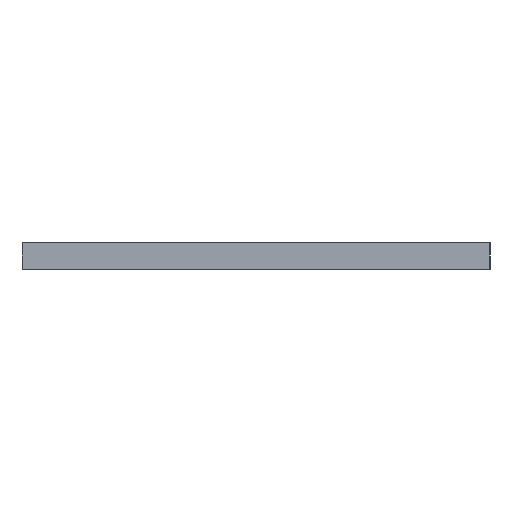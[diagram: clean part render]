
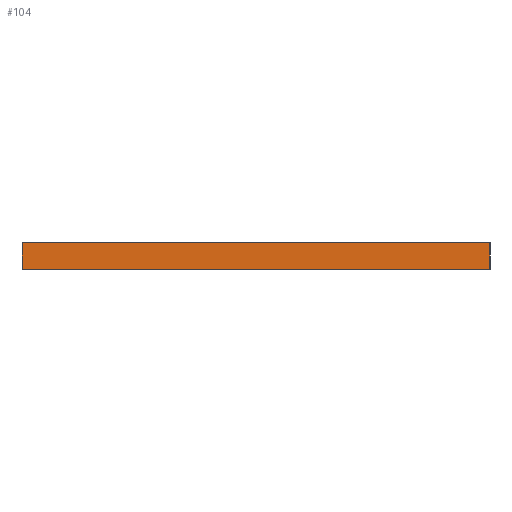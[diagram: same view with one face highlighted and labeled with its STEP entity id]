
A CAD part, left-side view. The second image highlights one B-rep face of the part: STEP entity #104.
In plain terms, the highlighted free-form (B-spline) face has degree [1, 1] with [2, 2] control points.
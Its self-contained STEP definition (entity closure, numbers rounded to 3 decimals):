
#104 = ADVANCED_FACE ( 'NONE', ( #3425 ), #4101, .F. ) ;
#354 = EDGE_CURVE ( 'NONE', #840, #3882, #2733, .T. ) ;
#388 = CARTESIAN_POINT ( 'NONE',  ( 2993.445, 1973.168, -25. ) ) ;
#481 = CARTESIAN_POINT ( 'NONE',  ( 2993.445, 2413.168, 0. ) ) ;
#611 = EDGE_CURVE ( 'NONE', #3852, #840, #3924, .T. ) ;
#722 = CARTESIAN_POINT ( 'NONE',  ( 2993.445, 2413.168, 0. ) ) ;
#840 = VERTEX_POINT ( 'NONE', #3929 ) ;
#952 = EDGE_CURVE ( 'NONE', #3882, #3484, #4953, .T. ) ;
#959 = CARTESIAN_POINT ( 'NONE',  ( 2993.445, 1973.168, 0. ) ) ;
#1062 = ORIENTED_EDGE ( 'NONE', *, *, #952, .F. ) ;
#1775 = CARTESIAN_POINT ( 'NONE',  ( 2993.445, 1973.168, 0. ) ) ;
#1906 = CARTESIAN_POINT ( 'NONE',  ( 2993.445, 2413.168, -25. ) ) ;
#2489 = CARTESIAN_POINT ( 'NONE',  ( 2993.445, 1973.168, -25. ) ) ;
#2636 = EDGE_LOOP ( 'NONE', ( #2949, #3017, #3594, #1062 ) ) ;
#2657 = CARTESIAN_POINT ( 'NONE',  ( 2993.445, 1964.368, -25.5 ) ) ;
#2733 = B_SPLINE_CURVE_WITH_KNOTS ( 'NONE', 1,
 ( #481, #959 ),
 .UNSPECIFIED., .F., .F.,
 ( 2, 2 ),
 ( 0., 1. ),
 .UNSPECIFIED. ) ;
#2949 = ORIENTED_EDGE ( 'NONE', *, *, #354, .F. ) ;
#3017 = ORIENTED_EDGE ( 'NONE', *, *, #611, .F. ) ;
#3149 = CARTESIAN_POINT ( 'NONE',  ( 2993.445, 2421.968, -25.5 ) ) ;
#3425 = FACE_OUTER_BOUND ( 'NONE', #2636, .T. ) ;
#3474 = CARTESIAN_POINT ( 'NONE',  ( 2993.445, 2421.968, 0.5 ) ) ;
#3484 = VERTEX_POINT ( 'NONE', #4509 ) ;
#3594 = ORIENTED_EDGE ( 'NONE', *, *, #4312, .T. ) ;
#3852 = VERTEX_POINT ( 'NONE', #4287 ) ;
#3878 = CARTESIAN_POINT ( 'NONE',  ( 2993.445, 1964.368, 0.5 ) ) ;
#3882 = VERTEX_POINT ( 'NONE', #3979 ) ;
#3924 = B_SPLINE_CURVE_WITH_KNOTS ( 'NONE', 1,
 ( #4986, #722 ),
 .UNSPECIFIED., .F., .F.,
 ( 2, 2 ),
 ( 0., 1. ),
 .UNSPECIFIED. ) ;
#3929 = CARTESIAN_POINT ( 'NONE',  ( 2993.445, 2413.168, 0. ) ) ;
#3979 = CARTESIAN_POINT ( 'NONE',  ( 2993.445, 1973.168, 0. ) ) ;
#4101 = B_SPLINE_SURFACE_WITH_KNOTS ( 'NONE', 1, 1, ( 
 ( #3878, #3474 ),
 ( #2657, #3149 ) ),
 .UNSPECIFIED., .F., .F., .F.,
 ( 2, 2 ),
 ( 2, 2 ),
 ( -13., 13. ),
 ( -228.8, 228.8 ),
 .UNSPECIFIED. ) ;
#4287 = CARTESIAN_POINT ( 'NONE',  ( 2993.445, 2413.168, -25. ) ) ;
#4312 = EDGE_CURVE ( 'NONE', #3852, #3484, #5826, .T. ) ;
#4509 = CARTESIAN_POINT ( 'NONE',  ( 2993.445, 1973.168, -25. ) ) ;
#4953 = B_SPLINE_CURVE_WITH_KNOTS ( 'NONE', 1,
 ( #1775, #388 ),
 .UNSPECIFIED., .F., .F.,
 ( 2, 2 ),
 ( 0., 1. ),
 .UNSPECIFIED. ) ;
#4986 = CARTESIAN_POINT ( 'NONE',  ( 2993.445, 2413.168, -25. ) ) ;
#5826 = B_SPLINE_CURVE_WITH_KNOTS ( 'NONE', 1,
 ( #1906, #2489 ),
 .UNSPECIFIED., .F., .F.,
 ( 2, 2 ),
 ( 0., 1. ),
 .UNSPECIFIED. ) ;
